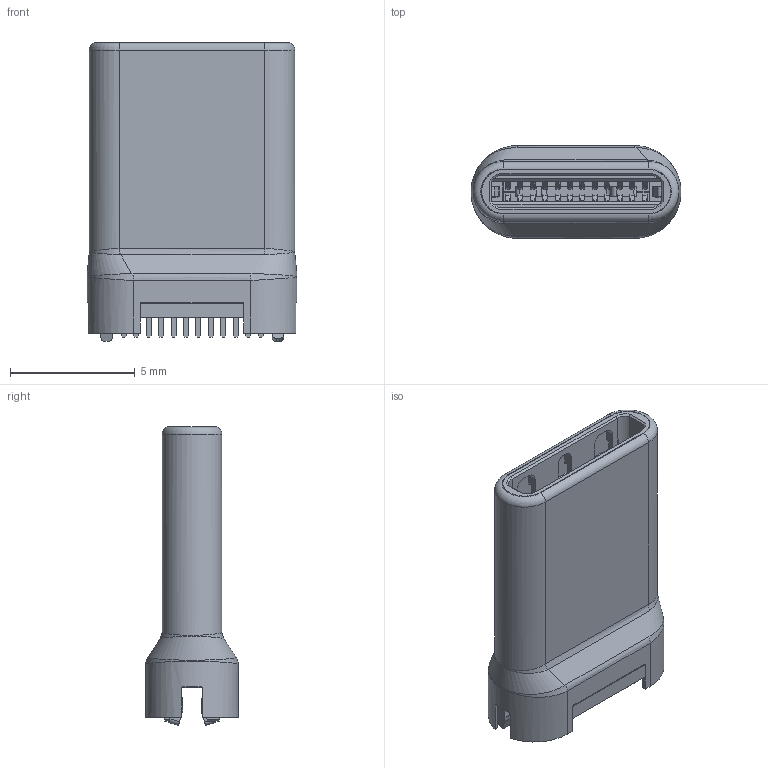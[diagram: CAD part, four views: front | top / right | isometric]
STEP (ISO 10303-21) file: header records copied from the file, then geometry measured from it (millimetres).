
FILE_DESCRIPTION (( 'STEP AP214' ), '1' );
FILE_NAME ('699C124-1A5-111.STEP', '2021-01-19T17:40:12', ( '' ), ( '' ), 'SwSTEP 2.0', 'SolidWorks 2020', '' );
FILE_SCHEMA (( 'AUTOMOTIVE_DESIGN' ));
Length unit declared in the file: millimetre
Products named in the file (5): Contacts 699C124-XA5-111; Shell 699C124-XA5-111; Ground 699C124-XA5-111; Insulator 699C124-XA5-111; 699C124-1A5-111
Assembly tree (4 placements, depth 2):
  699C124-1A5-111
    Shell 699C124-XA5-111
    Insulator 699C124-XA5-111
    Ground 699C124-XA5-111
    Contacts 699C124-XA5-111
Bounding box: 8.43 x 3.72 x 12 mm (x, y, z)
Volume: 142.9 mm3; surface area: 1464.5 mm2
Topology: 31 solids, 31 shells, 2291 faces, 6692 edges, 4410 vertices
Faces by surface type: plane 1650, cylinder 551, cone 66, bspline 20, torus 4
Entity records: 79394 total; most frequent: CARTESIAN_POINT 19798, ORIENTED_EDGE 13384, DIRECTION 10999, EDGE_CURVE 6692, LINE 4769, VECTOR 4769, VERTEX_POINT 4410, AXIS2_PLACEMENT_3D 3115
